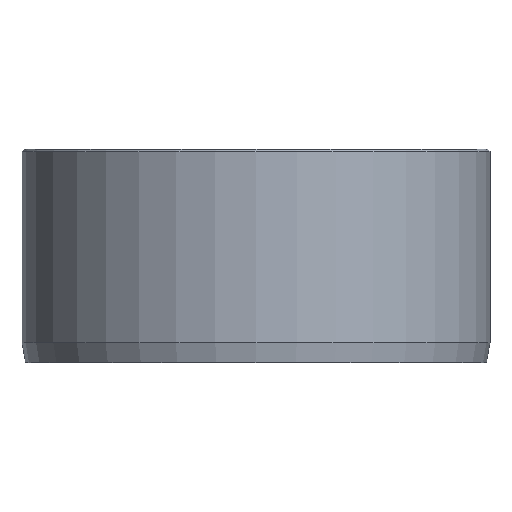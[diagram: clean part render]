
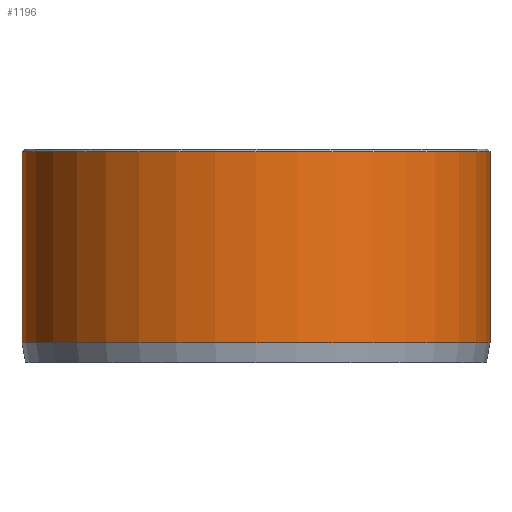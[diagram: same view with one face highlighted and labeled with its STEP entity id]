
A CAD part, front view. The second image highlights one B-rep face of the part: STEP entity #1196.
In plain terms, the highlighted cylindrical face has radius 17.5 mm (diameter 35 mm), a partial arc.
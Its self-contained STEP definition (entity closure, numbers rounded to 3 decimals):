
#44 = CARTESIAN_POINT ( 'NONE',  ( 17.5, 0., 16. ) ) ;
#88 = CARTESIAN_POINT ( 'NONE',  ( 17.5, 0., 15.8 ) ) ;
#104 = VERTEX_POINT ( 'NONE', #88 ) ;
#148 = DIRECTION ( 'NONE',  ( 0., 0., -1. ) ) ;
#199 = VERTEX_POINT ( 'NONE', #879 ) ;
#253 = LINE ( 'NONE', #44, #960 ) ;
#312 = CYLINDRICAL_SURFACE ( 'NONE', #701, 17.5 ) ;
#394 = CARTESIAN_POINT ( 'NONE',  ( -17.5, 0., 16. ) ) ;
#453 = CARTESIAN_POINT ( 'NONE',  ( 0., 0., 15.8 ) ) ;
#458 = CIRCLE ( 'NONE', #1292, 17.5 ) ;
#499 = CARTESIAN_POINT ( 'NONE',  ( 0., 0., 1.5 ) ) ;
#549 = DIRECTION ( 'NONE',  ( 1., 0., 0. ) ) ;
#566 = ORIENTED_EDGE ( 'NONE', *, *, #1027, .T. ) ;
#588 = DIRECTION ( 'NONE',  ( 1., 0., 0. ) ) ;
#701 = AXIS2_PLACEMENT_3D ( 'NONE', #928, #825, #1229 ) ;
#704 = VECTOR ( 'NONE', #791, 1000. ) ;
#756 = EDGE_CURVE ( 'NONE', #104, #942, #253, .T. ) ;
#761 = EDGE_CURVE ( 'NONE', #104, #199, #458, .T. ) ;
#773 = CARTESIAN_POINT ( 'NONE',  ( 17.5, 0., 1.5 ) ) ;
#791 = DIRECTION ( 'NONE',  ( 0., 0., -1. ) ) ;
#825 = DIRECTION ( 'NONE',  ( 0., 0., -1. ) ) ;
#837 = EDGE_LOOP ( 'NONE', ( #1199, #1124, #566, #1295 ) ) ;
#841 = FACE_OUTER_BOUND ( 'NONE', #837, .T. ) ;
#869 = CARTESIAN_POINT ( 'NONE',  ( -17.5, 0., 1.5 ) ) ;
#879 = CARTESIAN_POINT ( 'NONE',  ( -17.5, 0., 15.8 ) ) ;
#903 = VERTEX_POINT ( 'NONE', #869 ) ;
#924 = AXIS2_PLACEMENT_3D ( 'NONE', #499, #1198, #588 ) ;
#928 = CARTESIAN_POINT ( 'NONE',  ( 0., 0., 16. ) ) ;
#942 = VERTEX_POINT ( 'NONE', #773 ) ;
#960 = VECTOR ( 'NONE', #148, 1000. ) ;
#979 = CIRCLE ( 'NONE', #924, 17.5 ) ;
#1027 = EDGE_CURVE ( 'NONE', #199, #903, #1236, .T. ) ;
#1032 = EDGE_CURVE ( 'NONE', #903, #942, #979, .T. ) ;
#1124 = ORIENTED_EDGE ( 'NONE', *, *, #761, .T. ) ;
#1148 = DIRECTION ( 'NONE',  ( 0., 0., -1. ) ) ;
#1196 = ADVANCED_FACE ( 'NONE', ( #841 ), #312, .T. ) ;
#1198 = DIRECTION ( 'NONE',  ( 0., 0., 1. ) ) ;
#1199 = ORIENTED_EDGE ( 'NONE', *, *, #756, .F. ) ;
#1229 = DIRECTION ( 'NONE',  ( -1., 0., 0. ) ) ;
#1236 = LINE ( 'NONE', #394, #704 ) ;
#1292 = AXIS2_PLACEMENT_3D ( 'NONE', #453, #1148, #549 ) ;
#1295 = ORIENTED_EDGE ( 'NONE', *, *, #1032, .T. ) ;
